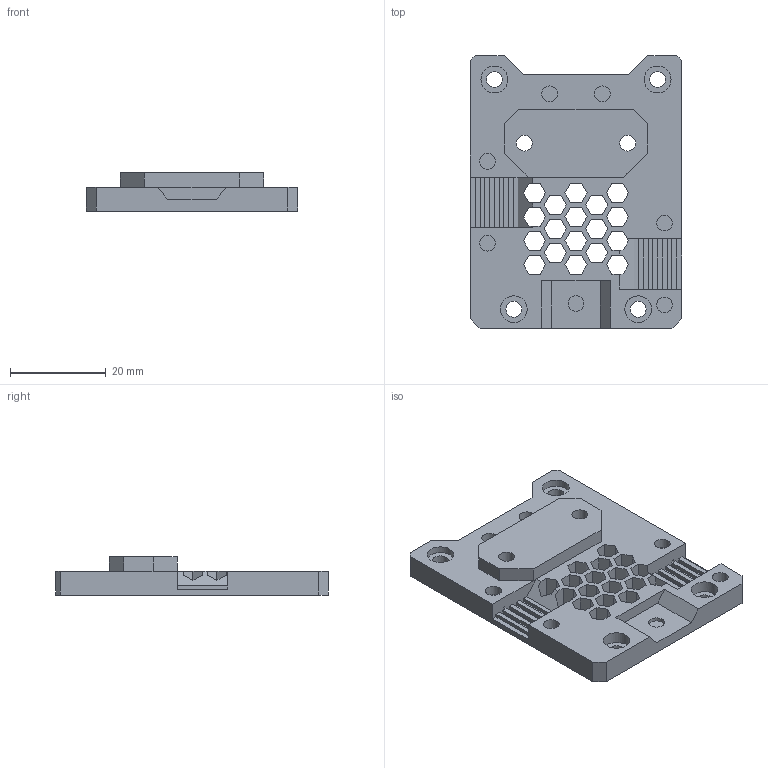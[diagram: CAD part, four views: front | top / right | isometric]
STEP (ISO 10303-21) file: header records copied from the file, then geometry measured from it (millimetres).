
FILE_DESCRIPTION(/* description */ ('STEP AP242','CAx-IF Rec.Pracs.---Representation and Presentation of Product Manufacturing Information (PMI)---4.0---2014-10-13','CAx-IF Rec.Pracs.---3D Tessellated Geometry---0.4---2014-09-14','2;1'),/* implementation_level */ '2;1');
FILE_NAME(/* name */ '61c8e41c80feac090ea936a1',/* time_stamp */ '2021-12-26T21:52:29+00:00',/* author */ (''),/* organization */ (''),/* preprocessor_version */ 'ST-DEVELOPER v18.101',/* originating_system */ ' ',/* authorisation */ ' ');
FILE_SCHEMA (('AP242_MANAGED_MODEL_BASED_3D_ENGINEERING_MIM_LF { 1 0 10303 442 1 1 4 }'));
Length unit declared in the file: metre
Products named in the file (1): universal_face
Bounding box: 44.1 x 57 x 8 mm (x, y, z)
Volume: 9672.9 mm3; surface area: 7894.3 mm2
Topology: 1 solids, 1 shells, 270 faces, 769 edges, 513 vertices
Faces by surface type: plane 251, cylinder 17, cone 2
Full cylindrical faces by diameter (mm): 3.3 x13, 5.6 x4
Entity records: 8616 total; most frequent: CARTESIAN_POINT 1571, ORIENTED_EDGE 1484, DIRECTION 1305, EDGE_CURVE 742, LINE 693, VECTOR 693, VERTEX_POINT 505, EDGE_LOOP 351
